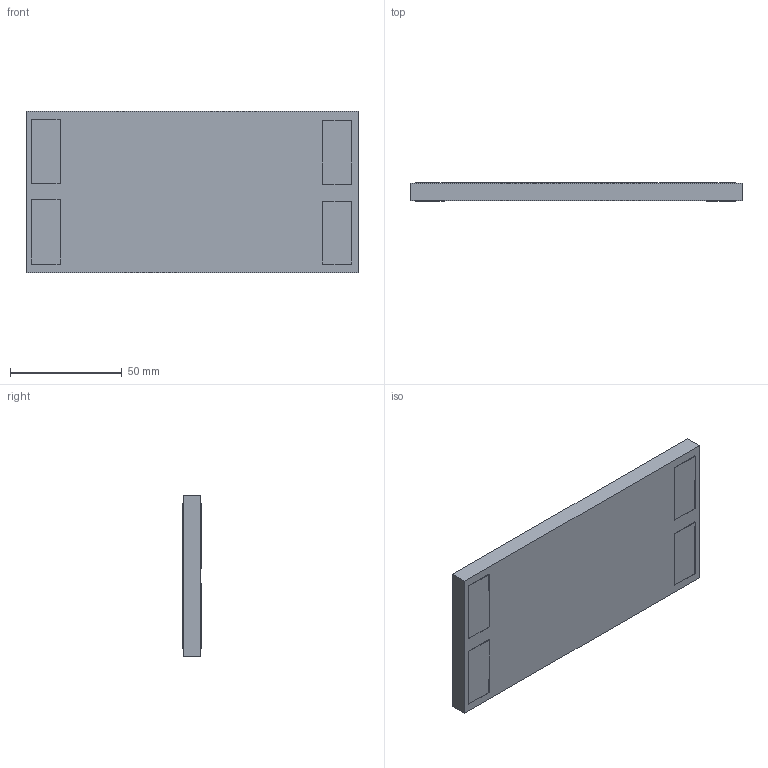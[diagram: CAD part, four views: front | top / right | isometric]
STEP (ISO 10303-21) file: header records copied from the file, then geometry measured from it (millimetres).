
FILE_DESCRIPTION(/* description */ (''),/* implementation_level */ '2;1');
FILE_NAME(/* name */ 'HMC03M.step',/* time_stamp */ '2023-09-13T19:06:47+02:00',/* author */ (''),/* organization */ (''),/* preprocessor_version */ 'ST-DEVELOPER v20',/* originating_system */ 'Autodesk Translation Framework v12.9.0.99',/* authorisation */ '');
FILE_SCHEMA (('AUTOMOTIVE_DESIGN { 1 0 10303 214 3 1 1 }'));
Length unit declared in the file: inch
Products named in the file (1): HMC03M
Bounding box: 148.59 x 8.13 x 72.39 mm (x, y, z)
Volume: 84721 mm3; surface area: 39220.8 mm2
Topology: 6 solids, 6 shells, 214 faces, 600 edges, 398 vertices
Faces by surface type: plane 214
Entity records: 6860 total; most frequent: CARTESIAN_POINT 1213, ORIENTED_EDGE 1200, DIRECTION 1030, LINE 600, VECTOR 600, EDGE_CURVE 600, VERTEX_POINT 398, EDGE_LOOP 254
